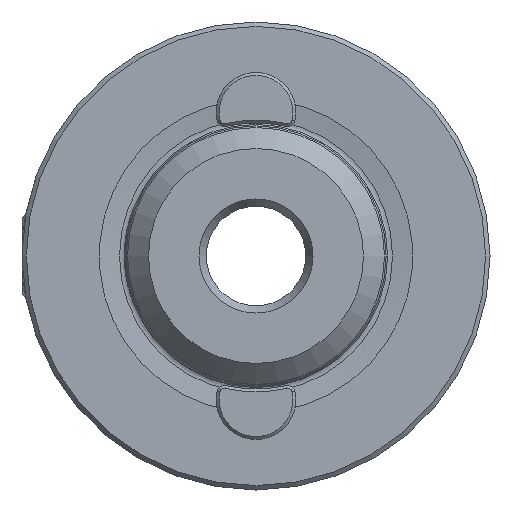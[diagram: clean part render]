
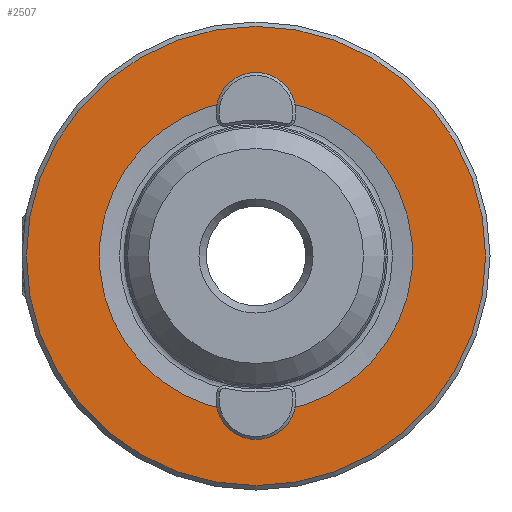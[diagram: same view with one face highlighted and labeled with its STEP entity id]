
A CAD part, left-side view. The second image highlights one B-rep face of the part: STEP entity #2507.
In plain terms, the highlighted planar face has unit normal (-1, 0, 0).
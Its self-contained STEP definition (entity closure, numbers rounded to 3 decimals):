
#13 = VERTEX_POINT ( 'NONE', #444 ) ;
#119 = ORIENTED_EDGE ( 'NONE', *, *, #193, .F. ) ;
#151 = CARTESIAN_POINT ( 'NONE',  ( 0., 0., 0. ) ) ;
#191 = AXIS2_PLACEMENT_3D ( 'NONE', #547, #2303, #2284 ) ;
#193 = EDGE_CURVE ( 'NONE', #198, #13, #2087, .T. ) ;
#198 = VERTEX_POINT ( 'NONE', #2053 ) ;
#250 = DIRECTION ( 'NONE',  ( -1., 0., 0. ) ) ;
#313 = CARTESIAN_POINT ( 'NONE',  ( 0., -1.58, -10.598 ) ) ;
#326 = EDGE_CURVE ( 'NONE', #1831, #1831, #2657, .T. ) ;
#359 = VERTEX_POINT ( 'NONE', #313 ) ;
#380 = DIRECTION ( 'NONE',  ( 0., 0., -1. ) ) ;
#444 = CARTESIAN_POINT ( 'NONE',  ( 0., 1.58, 10.598 ) ) ;
#463 = CARTESIAN_POINT ( 'NONE',  ( 0., 0., 15.7 ) ) ;
#482 = AXIS2_PLACEMENT_3D ( 'NONE', #2677, #250, #2103 ) ;
#547 = CARTESIAN_POINT ( 'NONE',  ( 0., 0., 0. ) ) ;
#724 = EDGE_CURVE ( 'NONE', #359, #198, #1363, .T. ) ;
#833 = DIRECTION ( 'NONE',  ( 0., 0., 1. ) ) ;
#901 = EDGE_CURVE ( 'NONE', #1289, #359, #1360, .T. ) ;
#957 = ORIENTED_EDGE ( 'NONE', *, *, #901, .F. ) ;
#1068 = EDGE_LOOP ( 'NONE', ( #2673 ) ) ;
#1128 = EDGE_LOOP ( 'NONE', ( #1580, #119, #1546, #957 ) ) ;
#1210 = FACE_OUTER_BOUND ( 'NONE', #1068, .T. ) ;
#1233 = CARTESIAN_POINT ( 'NONE',  ( 0., 0., -10.715 ) ) ;
#1268 = DIRECTION ( 'NONE',  ( -1., 0., 0. ) ) ;
#1289 = VERTEX_POINT ( 'NONE', #2345 ) ;
#1315 = EDGE_CURVE ( 'NONE', #13, #1289, #2690, .T. ) ;
#1360 = CIRCLE ( 'NONE', #1852, 1.6 ) ;
#1363 = CIRCLE ( 'NONE', #1583, 10.715 ) ;
#1456 = DIRECTION ( 'NONE',  ( 0., 0., 1. ) ) ;
#1476 = CARTESIAN_POINT ( 'NONE',  ( 0., 0., -10.85 ) ) ;
#1495 = CARTESIAN_POINT ( 'NONE',  ( 0., 0., 0. ) ) ;
#1546 = ORIENTED_EDGE ( 'NONE', *, *, #724, .F. ) ;
#1580 = ORIENTED_EDGE ( 'NONE', *, *, #1315, .F. ) ;
#1583 = AXIS2_PLACEMENT_3D ( 'NONE', #1495, #1268, #833 ) ;
#1681 = DIRECTION ( 'NONE',  ( -1., 0., 0. ) ) ;
#1831 = VERTEX_POINT ( 'NONE', #463 ) ;
#1852 = AXIS2_PLACEMENT_3D ( 'NONE', #1476, #2799, #1456 ) ;
#2053 = CARTESIAN_POINT ( 'NONE',  ( 0., -1.58, 10.598 ) ) ;
#2087 = CIRCLE ( 'NONE', #482, 1.6 ) ;
#2103 = DIRECTION ( 'NONE',  ( 0., 0., 1. ) ) ;
#2284 = DIRECTION ( 'NONE',  ( 0., 0., 1. ) ) ;
#2303 = DIRECTION ( 'NONE',  ( -1., 0., 0. ) ) ;
#2326 = AXIS2_PLACEMENT_3D ( 'NONE', #151, #1681, #2570 ) ;
#2345 = CARTESIAN_POINT ( 'NONE',  ( 0., 1.58, -10.598 ) ) ;
#2412 = AXIS2_PLACEMENT_3D ( 'NONE', #1233, #2761, #380 ) ;
#2507 = ADVANCED_FACE ( 'NONE', ( #2645, #1210 ), #2542, .F. ) ;
#2542 = PLANE ( 'NONE',  #2412 ) ;
#2570 = DIRECTION ( 'NONE',  ( 0., 0., 1. ) ) ;
#2645 = FACE_BOUND ( 'NONE', #1128, .T. ) ;
#2657 = CIRCLE ( 'NONE', #191, 15.7 ) ;
#2673 = ORIENTED_EDGE ( 'NONE', *, *, #326, .T. ) ;
#2677 = CARTESIAN_POINT ( 'NONE',  ( 0., 0., 10.85 ) ) ;
#2690 = CIRCLE ( 'NONE', #2326, 10.715 ) ;
#2761 = DIRECTION ( 'NONE',  ( 1., 0., 0. ) ) ;
#2799 = DIRECTION ( 'NONE',  ( -1., 0., 0. ) ) ;
